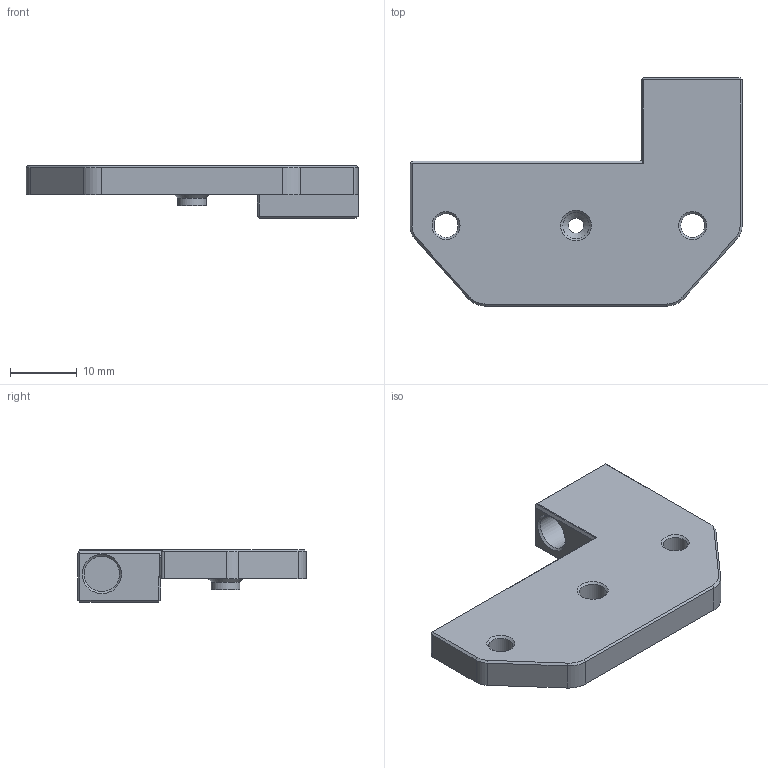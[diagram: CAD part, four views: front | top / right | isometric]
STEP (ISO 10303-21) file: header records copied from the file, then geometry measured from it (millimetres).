
FILE_DESCRIPTION(/* description */ ('','CAx-IF Rec.Pracs.---Representation and Presentation of Product Manufacturing Information (PMI)---4.0---2014-10-13'),/* implementation_level */ '2;1');
FILE_NAME(/* name */ 'Reaper_Cutter-Top.step',/* time_stamp */ '2025-03-30T08:47:20-05:00',/* author */ (''),/* organization */ (''),/* preprocessor_version */ 'ST-DEVELOPER v20',/* originating_system */ 'Autodesk Translation Framework v13.20.0.188',/* authorisation */ '');
FILE_SCHEMA (('AP242_MANAGED_MODEL_BASED_3D_ENGINEERING_MIM_LF { 1 0 10303 442 1 1 4 }'));
Length unit declared in the file: millimetre
Products named in the file (1): Top
Bounding box: 49.8 x 34.23 x 7.92 mm (x, y, z)
Volume: 5448.4 mm3; surface area: 3422.6 mm2
Topology: 1 solids, 1 shells, 67 faces, 150 edges, 91 vertices
Faces by surface type: plane 40, cylinder 14, cone 13
Full cylindrical faces by diameter (mm): 2.286 x1, 2.3 x2, 3.6 x2, 3.632 x1, 4 x1, 4.318 x1, 5.3 x1
Entity records: 1877 total; most frequent: DIRECTION 330, CARTESIAN_POINT 309, ORIENTED_EDGE 300, EDGE_CURVE 150, AXIS2_PLACEMENT_3D 112, LINE 106, VECTOR 106, VERTEX_POINT 91
